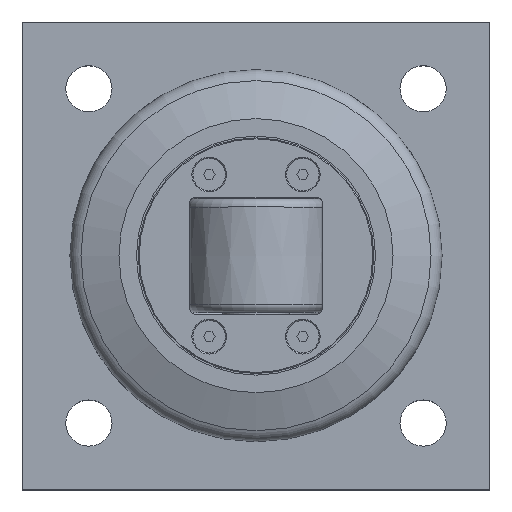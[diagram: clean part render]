
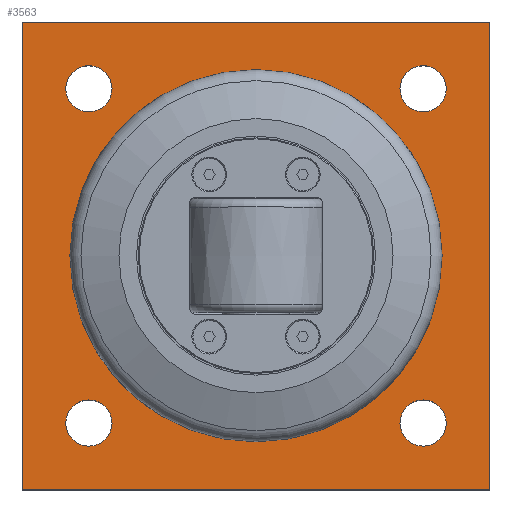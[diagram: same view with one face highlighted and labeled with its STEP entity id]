
A CAD part, top view. The second image highlights one B-rep face of the part: STEP entity #3563.
In plain terms, the highlighted planar face has unit normal (0, 0, 1).
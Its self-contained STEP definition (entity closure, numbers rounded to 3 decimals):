
#305=LINE('',#7036,#498);
#309=LINE('',#7044,#502);
#312=LINE('',#7050,#505);
#315=LINE('',#7055,#508);
#498=VECTOR('',#4958,10.);
#502=VECTOR('',#4964,10.);
#505=VECTOR('',#4969,10.);
#508=VECTOR('',#4974,10.);
#619=FACE_BOUND('',#1099,.T.);
#620=FACE_BOUND('',#1100,.T.);
#621=FACE_BOUND('',#1101,.T.);
#622=FACE_BOUND('',#1102,.T.);
#623=FACE_BOUND('',#1103,.T.);
#697=PLANE('',#3986);
#873=FACE_OUTER_BOUND('',#1098,.T.);
#1098=EDGE_LOOP('',(#3174,#3175,#3176,#3177));
#1099=EDGE_LOOP('',(#3178));
#1100=EDGE_LOOP('',(#3179,#3180));
#1101=EDGE_LOOP('',(#3181,#3182));
#1102=EDGE_LOOP('',(#3183,#3184));
#1103=EDGE_LOOP('',(#3185,#3186));
#1308=CIRCLE('',#3954,35.);
#1315=CIRCLE('',#3965,6.918);
#1316=CIRCLE('',#3966,6.918);
#1318=CIRCLE('',#3969,6.918);
#1319=CIRCLE('',#3970,6.918);
#1321=CIRCLE('',#3973,6.918);
#1322=CIRCLE('',#3974,6.918);
#1324=CIRCLE('',#3977,6.918);
#1325=CIRCLE('',#3978,6.918);
#1652=VERTEX_POINT('',#6981);
#1659=VERTEX_POINT('',#7002);
#1660=VERTEX_POINT('',#7003);
#1662=VERTEX_POINT('',#7010);
#1663=VERTEX_POINT('',#7011);
#1665=VERTEX_POINT('',#7018);
#1666=VERTEX_POINT('',#7019);
#1668=VERTEX_POINT('',#7026);
#1669=VERTEX_POINT('',#7027);
#1671=VERTEX_POINT('',#7034);
#1672=VERTEX_POINT('',#7035);
#1675=VERTEX_POINT('',#7043);
#1677=VERTEX_POINT('',#7049);
#2145=EDGE_CURVE('',#1652,#1652,#1308,.T.);
#2154=EDGE_CURVE('',#1659,#1660,#1315,.T.);
#2155=EDGE_CURVE('',#1660,#1659,#1316,.T.);
#2158=EDGE_CURVE('',#1662,#1663,#1318,.T.);
#2159=EDGE_CURVE('',#1663,#1662,#1319,.T.);
#2162=EDGE_CURVE('',#1665,#1666,#1321,.T.);
#2163=EDGE_CURVE('',#1666,#1665,#1322,.T.);
#2166=EDGE_CURVE('',#1668,#1669,#1324,.T.);
#2167=EDGE_CURVE('',#1669,#1668,#1325,.T.);
#2170=EDGE_CURVE('',#1671,#1672,#305,.T.);
#2174=EDGE_CURVE('',#1672,#1675,#309,.T.);
#2177=EDGE_CURVE('',#1675,#1677,#312,.T.);
#2180=EDGE_CURVE('',#1677,#1671,#315,.T.);
#3174=ORIENTED_EDGE('',*,*,#2170,.F.);
#3175=ORIENTED_EDGE('',*,*,#2180,.F.);
#3176=ORIENTED_EDGE('',*,*,#2177,.F.);
#3177=ORIENTED_EDGE('',*,*,#2174,.F.);
#3178=ORIENTED_EDGE('',*,*,#2145,.T.);
#3179=ORIENTED_EDGE('',*,*,#2154,.T.);
#3180=ORIENTED_EDGE('',*,*,#2155,.T.);
#3181=ORIENTED_EDGE('',*,*,#2158,.T.);
#3182=ORIENTED_EDGE('',*,*,#2159,.T.);
#3183=ORIENTED_EDGE('',*,*,#2162,.T.);
#3184=ORIENTED_EDGE('',*,*,#2163,.T.);
#3185=ORIENTED_EDGE('',*,*,#2166,.T.);
#3186=ORIENTED_EDGE('',*,*,#2167,.T.);
#3563=ADVANCED_FACE('',(#873,#619,#620,#621,#622,#623),#697,.T.);
#3954=AXIS2_PLACEMENT_3D('',#6983,#4898,#4899);
#3965=AXIS2_PLACEMENT_3D('',#7004,#4922,#4923);
#3966=AXIS2_PLACEMENT_3D('',#7005,#4924,#4925);
#3969=AXIS2_PLACEMENT_3D('',#7012,#4931,#4932);
#3970=AXIS2_PLACEMENT_3D('',#7013,#4933,#4934);
#3973=AXIS2_PLACEMENT_3D('',#7020,#4940,#4941);
#3974=AXIS2_PLACEMENT_3D('',#7021,#4942,#4943);
#3977=AXIS2_PLACEMENT_3D('',#7028,#4949,#4950);
#3978=AXIS2_PLACEMENT_3D('',#7029,#4951,#4952);
#3986=AXIS2_PLACEMENT_3D('',#7060,#4980,#4981);
#4898=DIRECTION('center_axis',(0.,0.,-1.));
#4899=DIRECTION('ref_axis',(0.,-1.,0.));
#4922=DIRECTION('center_axis',(0.,0.,-1.));
#4923=DIRECTION('ref_axis',(1.,0.,0.));
#4924=DIRECTION('center_axis',(0.,0.,-1.));
#4925=DIRECTION('ref_axis',(1.,0.,0.));
#4931=DIRECTION('center_axis',(0.,0.,-1.));
#4932=DIRECTION('ref_axis',(1.,0.,0.));
#4933=DIRECTION('center_axis',(0.,0.,-1.));
#4934=DIRECTION('ref_axis',(1.,0.,0.));
#4940=DIRECTION('center_axis',(0.,0.,-1.));
#4941=DIRECTION('ref_axis',(1.,0.,0.));
#4942=DIRECTION('center_axis',(0.,0.,-1.));
#4943=DIRECTION('ref_axis',(1.,0.,0.));
#4949=DIRECTION('center_axis',(0.,0.,-1.));
#4950=DIRECTION('ref_axis',(1.,0.,0.));
#4951=DIRECTION('center_axis',(0.,0.,-1.));
#4952=DIRECTION('ref_axis',(1.,0.,0.));
#4958=DIRECTION('',(0.,1.,0.));
#4964=DIRECTION('',(1.,0.,0.));
#4969=DIRECTION('',(0.,-1.,0.));
#4974=DIRECTION('',(-1.,0.,0.));
#4980=DIRECTION('center_axis',(0.,0.,1.));
#4981=DIRECTION('ref_axis',(1.,0.,0.));
#6981=CARTESIAN_POINT('',(70.,105.,20.));
#6983=CARTESIAN_POINT('Origin',(70.,70.,20.));
#7002=CARTESIAN_POINT('',(26.917,20.,20.));
#7003=CARTESIAN_POINT('',(13.082,20.,20.));
#7004=CARTESIAN_POINT('Origin',(20.,20.,20.));
#7005=CARTESIAN_POINT('Origin',(20.,20.,20.));
#7010=CARTESIAN_POINT('',(126.918,20.,20.));
#7011=CARTESIAN_POINT('',(113.083,20.,20.));
#7012=CARTESIAN_POINT('Origin',(120.,20.,20.));
#7013=CARTESIAN_POINT('Origin',(120.,20.,20.));
#7018=CARTESIAN_POINT('',(126.918,120.,20.));
#7019=CARTESIAN_POINT('',(113.083,120.,20.));
#7020=CARTESIAN_POINT('Origin',(120.,120.,20.));
#7021=CARTESIAN_POINT('Origin',(120.,120.,20.));
#7026=CARTESIAN_POINT('',(26.917,120.,20.));
#7027=CARTESIAN_POINT('',(13.082,120.,20.));
#7028=CARTESIAN_POINT('Origin',(20.,120.,20.));
#7029=CARTESIAN_POINT('Origin',(20.,120.,20.));
#7034=CARTESIAN_POINT('',(0.,0.,20.));
#7035=CARTESIAN_POINT('',(0.,140.,20.));
#7036=CARTESIAN_POINT('',(0.,140.,20.));
#7043=CARTESIAN_POINT('',(140.,140.,20.));
#7044=CARTESIAN_POINT('',(140.,140.,20.));
#7049=CARTESIAN_POINT('',(140.,0.,20.));
#7050=CARTESIAN_POINT('',(140.,0.,20.));
#7055=CARTESIAN_POINT('',(0.,0.,20.));
#7060=CARTESIAN_POINT('Origin',(70.,70.,20.));
